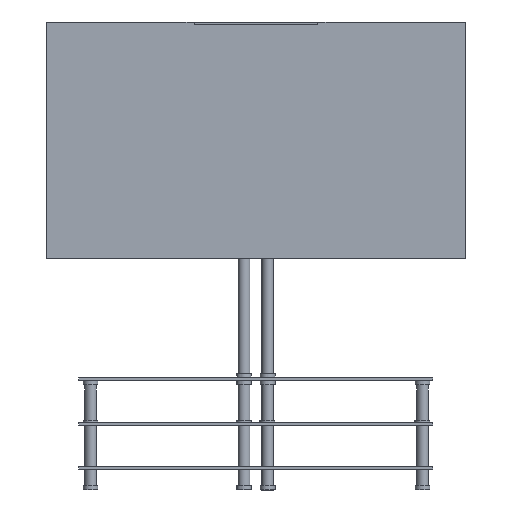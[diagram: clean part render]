
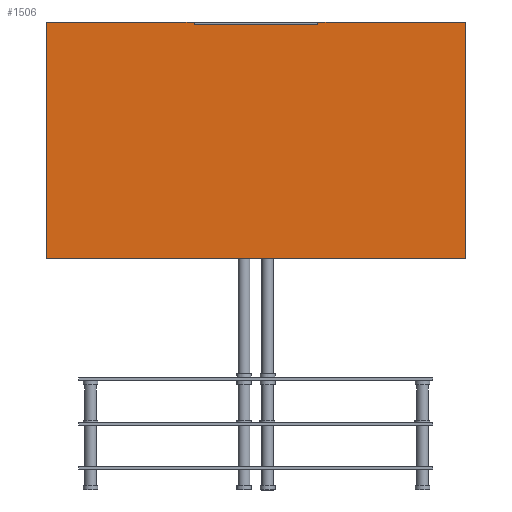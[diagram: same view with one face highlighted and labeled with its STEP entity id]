
A CAD part, front view. The second image highlights one B-rep face of the part: STEP entity #1506.
In plain terms, the highlighted planar face has unit normal (0, -1, 0).
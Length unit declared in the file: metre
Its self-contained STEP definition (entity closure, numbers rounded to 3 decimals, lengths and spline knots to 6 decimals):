
#82=LINE('',#2757,#188);
#86=LINE('',#2765,#192);
#89=LINE('',#2771,#195);
#92=LINE('',#2777,#198);
#95=LINE('',#2783,#201);
#98=LINE('',#2789,#204);
#101=LINE('',#2795,#207);
#103=LINE('',#2798,#209);
#188=VECTOR('',#2241,1.);
#192=VECTOR('',#2247,1.);
#195=VECTOR('',#2252,1.);
#198=VECTOR('',#2257,1.);
#201=VECTOR('',#2262,1.);
#204=VECTOR('',#2267,1.);
#207=VECTOR('',#2272,1.);
#209=VECTOR('',#2276,1.);
#315=PLANE('',#1909);
#545=ORIENTED_EDGE('',*,*,#779,.F.);
#546=ORIENTED_EDGE('',*,*,#783,.T.);
#547=ORIENTED_EDGE('',*,*,#786,.F.);
#548=ORIENTED_EDGE('',*,*,#789,.F.);
#549=ORIENTED_EDGE('',*,*,#792,.F.);
#550=ORIENTED_EDGE('',*,*,#795,.F.);
#551=ORIENTED_EDGE('',*,*,#798,.F.);
#552=ORIENTED_EDGE('',*,*,#800,.F.);
#779=EDGE_CURVE('',#927,#928,#82,.T.);
#783=EDGE_CURVE('',#927,#930,#86,.T.);
#786=EDGE_CURVE('',#932,#930,#89,.T.);
#789=EDGE_CURVE('',#934,#932,#92,.T.);
#792=EDGE_CURVE('',#936,#934,#95,.T.);
#795=EDGE_CURVE('',#938,#936,#98,.T.);
#798=EDGE_CURVE('',#940,#938,#101,.T.);
#800=EDGE_CURVE('',#928,#940,#103,.T.);
#927=VERTEX_POINT('',#2756);
#928=VERTEX_POINT('',#2758);
#930=VERTEX_POINT('',#2764);
#932=VERTEX_POINT('',#2770);
#934=VERTEX_POINT('',#2776);
#936=VERTEX_POINT('',#2782);
#938=VERTEX_POINT('',#2788);
#940=VERTEX_POINT('',#2794);
#1127=EDGE_LOOP('',(#545,#546,#547,#548,#549,#550,#551,#552));
#1303=FACE_BOUND('',#1127,.T.);
#1506=ADVANCED_FACE('',(#1303),#315,.T.);
#1909=AXIS2_PLACEMENT_3D('',#2799,#2277,#2278);
#2241=DIRECTION('',(1.,0.,0.));
#2247=DIRECTION('',(0.,0.,-1.));
#2252=DIRECTION('',(1.,0.,0.));
#2257=DIRECTION('',(0.,0.,-1.));
#2262=DIRECTION('',(1.,0.,0.));
#2267=DIRECTION('',(0.,0.,1.));
#2272=DIRECTION('',(-1.,0.,0.));
#2276=DIRECTION('',(0.,0.,-1.));
#2277=DIRECTION('',(0.,-1.,0.));
#2278=DIRECTION('',(1.,0.,0.));
#2756=CARTESIAN_POINT('',(0.534721,0.381017,3.8508));
#2757=CARTESIAN_POINT('',(1.169721,0.381017,3.8508));
#2758=CARTESIAN_POINT('',(1.804721,0.381017,3.8508));
#2764=CARTESIAN_POINT('',(0.534721,0.381017,3.8254));
#2765=CARTESIAN_POINT('',(0.534721,0.381017,3.8508));
#2770=CARTESIAN_POINT('',(-0.532079,0.381017,3.8254));
#2771=CARTESIAN_POINT('',(0.001321,0.381017,3.8254));
#2776=CARTESIAN_POINT('',(-0.532079,0.381017,3.8508));
#2777=CARTESIAN_POINT('',(-0.532079,0.381017,3.8508));
#2782=CARTESIAN_POINT('',(-1.802079,0.381017,3.8508));
#2783=CARTESIAN_POINT('',(-1.167079,0.381017,3.8508));
#2788=CARTESIAN_POINT('',(-1.802079,0.381017,1.8188));
#2789=CARTESIAN_POINT('',(-1.802079,0.381017,2.8348));
#2794=CARTESIAN_POINT('',(1.804721,0.381017,1.8188));
#2795=CARTESIAN_POINT('',(0.001321,0.381017,1.8188));
#2798=CARTESIAN_POINT('',(1.804721,0.381017,2.8348));
#2799=CARTESIAN_POINT('',(0.001321,0.381017,2.8348));
